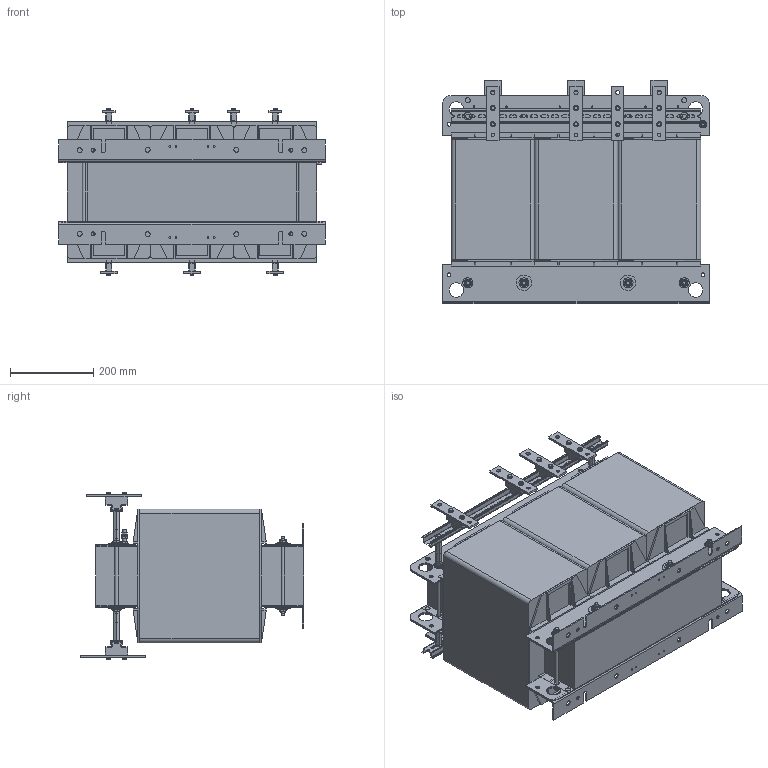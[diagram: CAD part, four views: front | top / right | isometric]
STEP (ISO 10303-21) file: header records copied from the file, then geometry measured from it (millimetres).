
FILE_DESCRIPTION(/* description */ (''),/* implementation_level */ '2;1');
FILE_NAME(/* name */ 'AUTX160.stp',/* time_stamp */ '2023-12-20T10:06:57+01:00',/* author */ ('ops'),/* organization */ (''),/* preprocessor_version */ 'ST-DEVELOPER v16.13',/* originating_system */ 'Autodesk Inventor 2018',/* authorisation */ '');
FILE_SCHEMA (('AUTOMOTIVE_DESIGN { 1 0 10303 214 3 1 1 }'));
Products named in the file (1): AUTX160
Bounding box: 640 x 537 x 400.7 mm (x, y, z)
Volume: 72713300.2 mm3; surface area: 6057348.7 mm2
Topology: 147 solids, 147 shells, 2925 faces, 7018 edges, 4462 vertices
Faces by surface type: plane 1593, cylinder 861, cone 370, sphere 56, torus 45
Full cylindrical faces by diameter (mm): 3.5 x28, 4.134 x21, 4.5 x40, 5 x42, 5.3 x7, 6 x18, 6.4 x18, 6.647 x23, 6.88 x21, 8 x9, 8.2 x4, 8.376 x4, 8.4 x17, 8.88 x4, 9 x20, 10 x14, 11.25 x8, 11.5 x10, 11.7 x1, 12 x69, 13 x8, 16 x9, 18 x4, 24 x16, 35 x16, 37 x8
Entity records: 84149 total; most frequent: CARTESIAN_POINT 15346, DIRECTION 13666, ORIENTED_EDGE 12896, EDGE_CURVE 6448, AXIS2_PLACEMENT_3D 5060, VERTEX_POINT 4436, EDGE_LOOP 4294, LINE 3546
